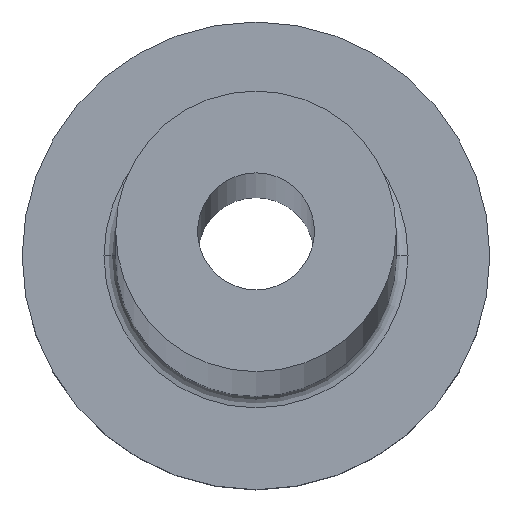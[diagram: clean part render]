
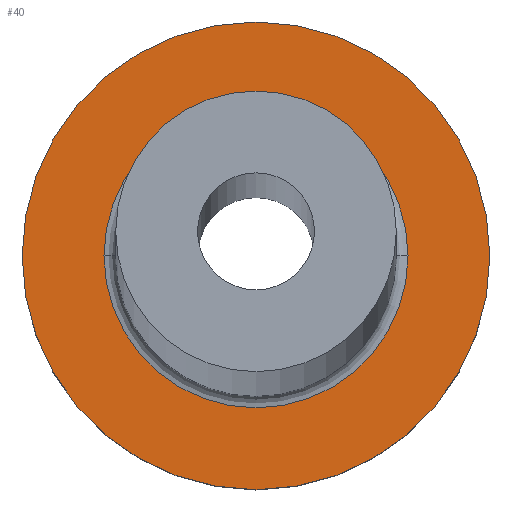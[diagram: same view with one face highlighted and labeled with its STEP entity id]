
A CAD part, top view. The second image highlights one B-rep face of the part: STEP entity #40.
In plain terms, the highlighted planar face has unit normal (0, 0, 1).
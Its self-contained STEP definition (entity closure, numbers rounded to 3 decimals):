
#4 = CIRCLE ( 'NONE', #182, 10. ) ;
#21 = CIRCLE ( 'NONE', #285, 10. ) ;
#25 = DIRECTION ( 'NONE',  ( 1., 0., 0. ) ) ;
#26 = VERTEX_POINT ( 'NONE', #323 ) ;
#31 = DIRECTION ( 'NONE',  ( 0., 0., 1. ) ) ;
#40 = ADVANCED_FACE ( 'NONE', ( #148, #85 ), #199, .T. ) ;
#54 = CARTESIAN_POINT ( 'NONE',  ( 0., 0., 7. ) ) ;
#55 = DIRECTION ( 'NONE',  ( 0., 0., 1. ) ) ;
#58 = DIRECTION ( 'NONE',  ( 0., 0., 1. ) ) ;
#76 = VERTEX_POINT ( 'NONE', #309 ) ;
#85 = FACE_OUTER_BOUND ( 'NONE', #379, .T. ) ;
#131 = CARTESIAN_POINT ( 'NONE',  ( 6.5, 0., 7. ) ) ;
#132 = ORIENTED_EDGE ( 'NONE', *, *, #321, .T. ) ;
#146 = CARTESIAN_POINT ( 'NONE',  ( 0., 0., 7. ) ) ;
#147 = DIRECTION ( 'NONE',  ( 1., 0., 0. ) ) ;
#148 = FACE_BOUND ( 'NONE', #381, .T. ) ;
#160 = CIRCLE ( 'NONE', #303, 6.5 ) ;
#168 = CARTESIAN_POINT ( 'NONE',  ( -6.5, 0., 7. ) ) ;
#175 = DIRECTION ( 'NONE',  ( 1., 0., 0. ) ) ;
#176 = DIRECTION ( 'NONE',  ( 1., 0., 0. ) ) ;
#182 = AXIS2_PLACEMENT_3D ( 'NONE', #146, #31, #25 ) ;
#199 = PLANE ( 'NONE',  #240 ) ;
#204 = VERTEX_POINT ( 'NONE', #131 ) ;
#225 = VERTEX_POINT ( 'NONE', #168 ) ;
#226 = EDGE_CURVE ( 'NONE', #204, #225, #299, .T. ) ;
#240 = AXIS2_PLACEMENT_3D ( 'NONE', #272, #58, #175 ) ;
#264 = ORIENTED_EDGE ( 'NONE', *, *, #337, .T. ) ;
#272 = CARTESIAN_POINT ( 'NONE',  ( 0., 0., 7. ) ) ;
#284 = ORIENTED_EDGE ( 'NONE', *, *, #226, .T. ) ;
#285 = AXIS2_PLACEMENT_3D ( 'NONE', #324, #55, #147 ) ;
#286 = DIRECTION ( 'NONE',  ( 0., 0., -1. ) ) ;
#295 = DIRECTION ( 'NONE',  ( 0., 0., -1. ) ) ;
#299 = CIRCLE ( 'NONE', #340, 6.5 ) ;
#303 = AXIS2_PLACEMENT_3D ( 'NONE', #54, #295, #176 ) ;
#309 = CARTESIAN_POINT ( 'NONE',  ( -10., 0., 7. ) ) ;
#312 = ORIENTED_EDGE ( 'NONE', *, *, #330, .T. ) ;
#313 = CARTESIAN_POINT ( 'NONE',  ( 0., 0., 7. ) ) ;
#321 = EDGE_CURVE ( 'NONE', #225, #204, #160, .T. ) ;
#323 = CARTESIAN_POINT ( 'NONE',  ( 10., 0., 7. ) ) ;
#324 = CARTESIAN_POINT ( 'NONE',  ( 0., 0., 7. ) ) ;
#330 = EDGE_CURVE ( 'NONE', #76, #26, #4, .T. ) ;
#337 = EDGE_CURVE ( 'NONE', #26, #76, #21, .T. ) ;
#340 = AXIS2_PLACEMENT_3D ( 'NONE', #313, #286, #370 ) ;
#370 = DIRECTION ( 'NONE',  ( 1., 0., 0. ) ) ;
#379 = EDGE_LOOP ( 'NONE', ( #312, #264 ) ) ;
#381 = EDGE_LOOP ( 'NONE', ( #284, #132 ) ) ;
